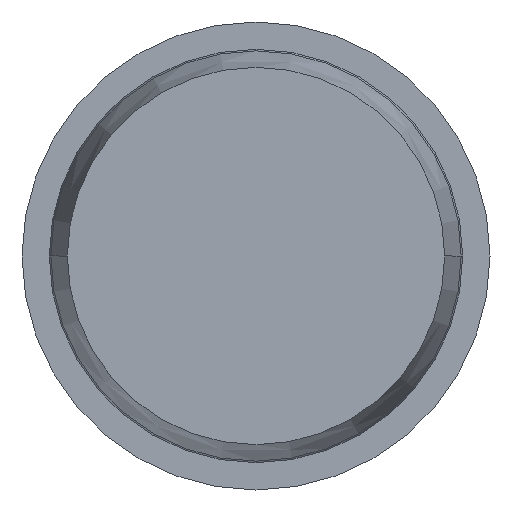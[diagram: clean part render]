
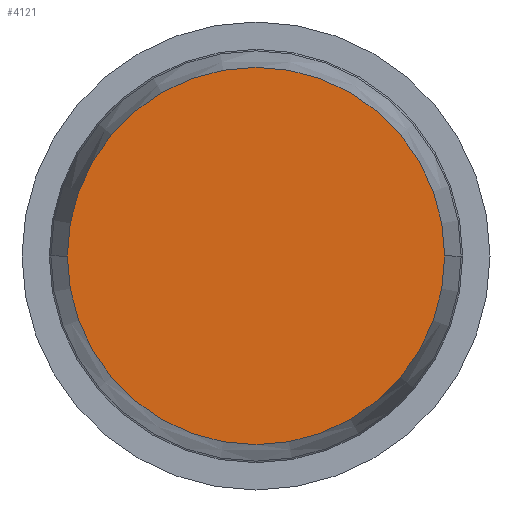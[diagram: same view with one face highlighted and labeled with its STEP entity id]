
A CAD part, front view. The second image highlights one B-rep face of the part: STEP entity #4121.
In plain terms, the highlighted planar face has unit normal (0, -1, 0).
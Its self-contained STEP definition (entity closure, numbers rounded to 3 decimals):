
#23 = DIRECTION ( 'NONE',  ( 0., -1., 0. ) ) ;
#358 = ORIENTED_EDGE ( 'NONE', *, *, #2372, .T. ) ;
#549 = CARTESIAN_POINT ( 'NONE',  ( 1.209, -19., 0. ) ) ;
#1037 = DIRECTION ( 'NONE',  ( 1., 0., 0. ) ) ;
#1471 = CARTESIAN_POINT ( 'NONE',  ( 0., -19., 0. ) ) ;
#1556 = EDGE_LOOP ( 'NONE', ( #2001, #358 ) ) ;
#1631 = EDGE_CURVE ( 'Defeature ausgef�hrt1_3+Defeature ausgef�hrt1_12+Defeature ausgef�hrt1_12+Defeature ausgef�hrt1_12', #4130, #3441, #4260, .T. ) ;
#1701 = DIRECTION ( 'NONE',  ( 0., -1., 0. ) ) ;
#1828 = DIRECTION ( 'NONE',  ( 0., -1., 0. ) ) ;
#2001 = ORIENTED_EDGE ( 'NONE', *, *, #1631, .T. ) ;
#2372 = EDGE_CURVE ( 'Defeature ausgef�hrt1_3+Defeature ausgef�hrt1_12+Defeature ausgef�hrt1_12+Defeature ausgef�hrt1_12', #3441, #4130, #3935, .T. ) ;
#2760 = DIRECTION ( 'NONE',  ( 1., 0., 0. ) ) ;
#2854 = CARTESIAN_POINT ( 'NONE',  ( 0., -19., 0. ) ) ;
#3022 = CARTESIAN_POINT ( 'NONE',  ( -1.209, -19., 0. ) ) ;
#3039 = PLANE ( 'NONE',  #4340 ) ;
#3441 = VERTEX_POINT ( 'NONE', #549 ) ;
#3563 = FACE_OUTER_BOUND ( 'NONE', #1556, .T. ) ;
#3681 = AXIS2_PLACEMENT_3D ( 'NONE', #1471, #1828, #4354 ) ;
#3935 = CIRCLE ( 'NONE', #3681, 1.209 ) ;
#4121 = ADVANCED_FACE ( 'Defeature ausgef�hrt1_3', ( #3563 ), #3039, .T. ) ;
#4130 = VERTEX_POINT ( 'NONE', #3022 ) ;
#4182 = AXIS2_PLACEMENT_3D ( 'NONE', #2854, #23, #1037 ) ;
#4196 = CARTESIAN_POINT ( 'NONE',  ( 0., -19., 0. ) ) ;
#4260 = CIRCLE ( 'NONE', #4182, 1.209 ) ;
#4340 = AXIS2_PLACEMENT_3D ( 'NONE', #4196, #1701, #2760 ) ;
#4354 = DIRECTION ( 'NONE',  ( 1., 0., 0. ) ) ;
